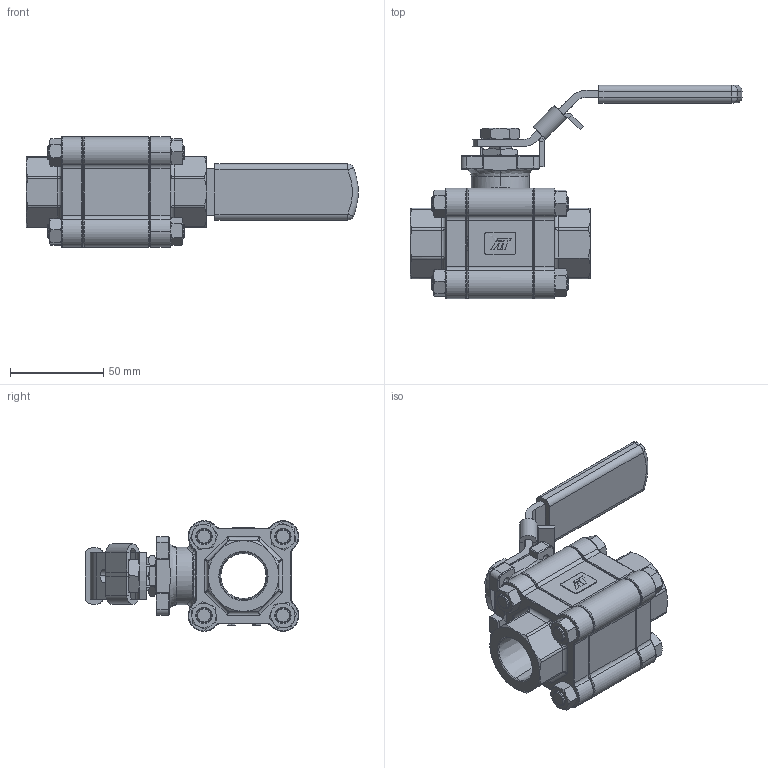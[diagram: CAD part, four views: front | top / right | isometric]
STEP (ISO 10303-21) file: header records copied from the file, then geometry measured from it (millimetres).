
FILE_DESCRIPTION (( 'STEP AP214' ), '1' );
FILE_NAME ('FMX-TH-0075-XXX HANDLE.step', '2019-11-19T15:45:06', ( '' ), ( '' ), 'SwSTEP 2.0', 'SolidWorks 2019', '' );
FILE_SCHEMA (( 'AUTOMOTIVE_DESIGN' ));
Length unit declared in the file: inch
Products named in the file (2): FMX-TH-0075-XXX HANDLE
Bounding box: 178.47 x 114.75 x 59.43 mm (x, y, z)
Surface area: 58700.8 mm2 (no closed solid volume)
Topology: 0 solids, 30 shells, 1023 faces, 2837 edges, 1804 vertices
Faces by surface type: plane 393, bspline 277, cylinder 223, cone 124, sphere 4, torus 2
Entity records: 63423 total; most frequent: CARTESIAN_POINT 26798, ORIENTED_EDGE 5088, DIRECTION 3991, EDGE_CURVE 2813, VERTEX_POINT 1812, AXIS2_PLACEMENT_3D 1359, VECTOR 1273, LINE 1273
